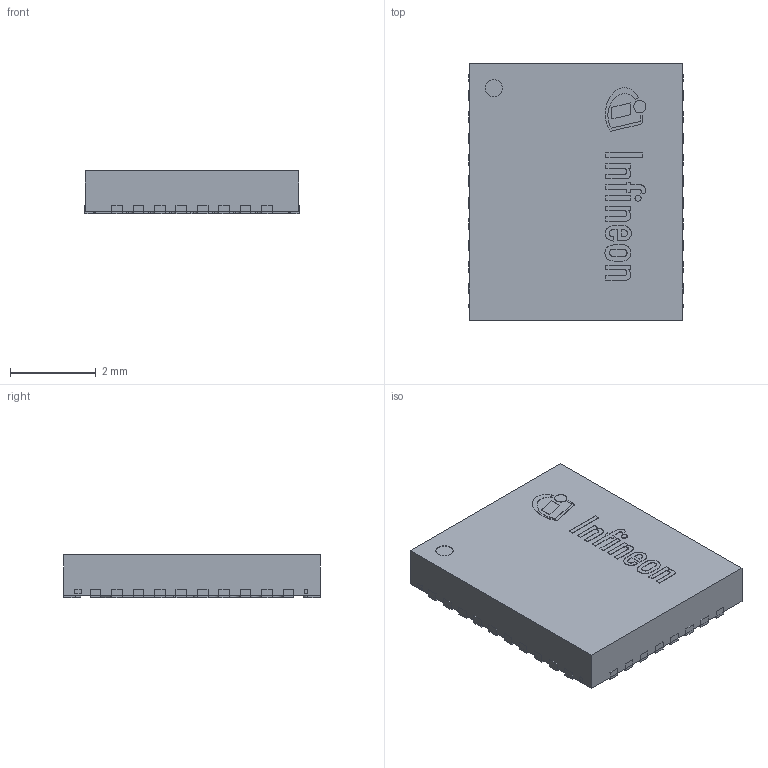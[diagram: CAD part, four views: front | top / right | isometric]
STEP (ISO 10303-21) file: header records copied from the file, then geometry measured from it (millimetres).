
FILE_DESCRIPTION(/* description */ (''),/* implementation_level */ '2;1');
FILE_NAME(/* name */ 'WorkingFolder-Shortcut.stp',/* time_stamp */ '2019-06-21T15:27:31+06:00',/* author */ ('janartha'),/* organization */ (''),/* preprocessor_version */ 'ST-DEVELOPER v16.13',/* originating_system */ 'AutoCAD Mechanical',/* authorisation */ '');
FILE_SCHEMA (('AUTOMOTIVE_DESIGN { 1 0 10303 214 3 1 1 }'));
Length unit declared in the file: millimetre
Products named in the file (1): Product
Bounding box: 5 x 6 x 1.01 mm (x, y, z)
Surface area: 137 mm2
Topology: 42 solids, 42 shells, 372 faces, 861 edges, 574 vertices
Faces by surface type: plane 289, cylinder 53, bspline 30
Full cylindrical faces by diameter (mm): 0.142 x1, 0.287 x1, 0.4 x2
Entity records: 10944 total; most frequent: CARTESIAN_POINT 2630, ORIENTED_EDGE 1714, DIRECTION 1589, EDGE_CURVE 857, LINE 691, VECTOR 691, VERTEX_POINT 574, AXIS2_PLACEMENT_3D 449
